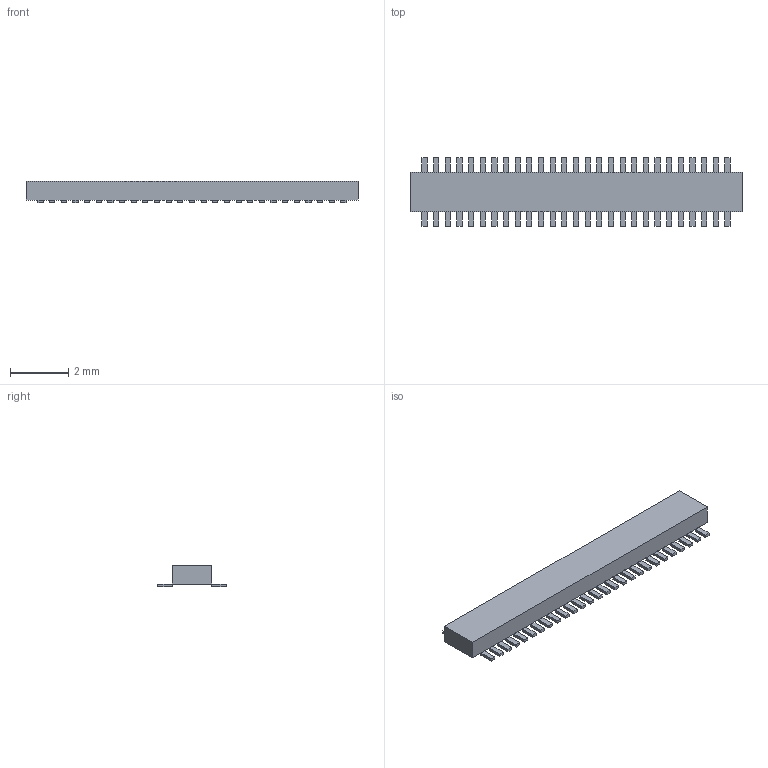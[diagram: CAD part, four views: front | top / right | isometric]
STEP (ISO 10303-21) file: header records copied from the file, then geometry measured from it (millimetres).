
FILE_DESCRIPTION(('FreeCAD Model'),'2;1');
FILE_NAME('1393439.1.2.stp','2020-04-10T05:09:59',( 'Author'),(''),'Open CASCADE STEP processor 6.9','FreeCAD','Unknown' );
FILE_SCHEMA(('AUTOMOTIVE_DESIGN { 1 0 10303 214 1 1 1 1 }'));
Length unit declared in the file: millimetre
Products named in the file (3): ASSEMBLY; Body; Pins
Assembly tree (2 placements, depth 2):
  ASSEMBLY
    Body
    Pins
Bounding box: 11.4 x 2.36 x 0.75 mm (x, y, z)
Volume: 10.6 mm3; surface area: 64.6 mm2
Topology: 55 solids, 55 shells, 330 faces, 660 edges, 440 vertices
Faces by surface type: plane 330
Entity records: 17381 total; most frequent: CARTESIAN_POINT 2753, DIRECTION 2646, LINE 1980, VECTOR 1980, ORIENTED_EDGE 1320, PCURVE 1320, DEFINITIONAL_REPRESENTATION 1320, EDGE_CURVE 660
